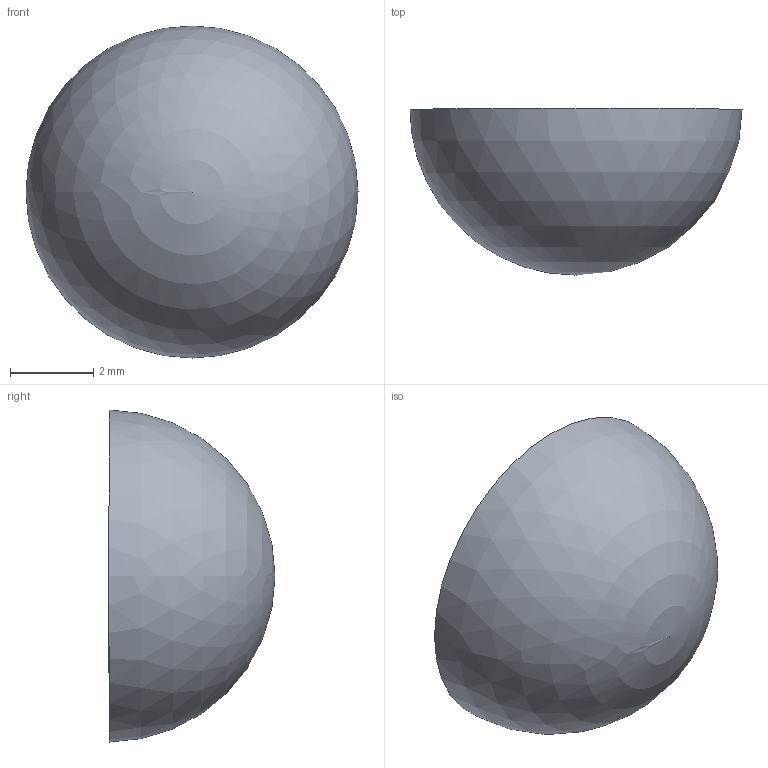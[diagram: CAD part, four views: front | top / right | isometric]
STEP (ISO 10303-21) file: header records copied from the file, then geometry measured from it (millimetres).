
FILE_DESCRIPTION(('STEP AP214'),'1');
FILE_NAME('Rubber foot.stp','2018-03-07T03:29:27',(' '),(' '),'Spatial InterOp 3D',' ',' ');
FILE_SCHEMA(('automotive_design'));
Length unit declared in the file: millimetre
Products named in the file (1): Rubber foot
Bounding box: 8 x 4 x 8 mm (x, y, z)
Volume: 134 mm3; surface area: 150.8 mm2
Topology: 1 solids, 1 shells, 2 faces, 4 edges, 3 vertices
Faces by surface type: sphere 1, plane 1
Entity records: 66 total; most frequent: DIRECTION 8, CARTESIAN_POINT 5, AXIS2_PLACEMENT_3D 4, STYLED_ITEM 2, PRESENTATION_STYLE_ASSIGNMENT 2, ADVANCED_FACE 2, DIMENSIONAL_EXPONENTS 2, SURFACE_STYLE_USAGE 2
